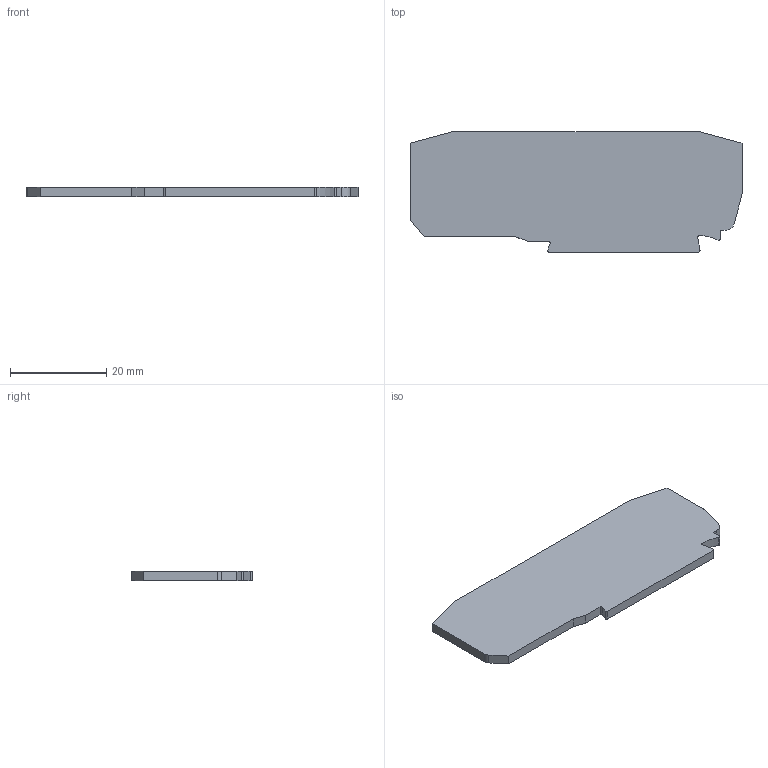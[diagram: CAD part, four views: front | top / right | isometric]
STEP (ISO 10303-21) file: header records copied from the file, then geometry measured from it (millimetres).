
FILE_DESCRIPTION (( 'STEP AP214' ), '1' );
FILE_NAME ('450210_NPP-YBK 2,5A_Beige.STP', '2013-11-15T13:52:43', ( 'arge' ), ( 'Microsoft' ), 'SwSTEP 2.0', 'SolidWorks 2013', '' );
FILE_SCHEMA (( 'AUTOMOTIVE_DESIGN' ));
Length unit declared in the file: millimetre
Products named in the file (1): 450210_NPP-YBK 2,5A_Beige
Bounding box: 69.1 x 25 x 2 mm (x, y, z)
Volume: 3144.1 mm3; surface area: 3573.3 mm2
Topology: 1 solids, 3 shells, 59 faces, 159 edges, 106 vertices
Faces by surface type: plane 48, cylinder 11
Entity records: 2522 total; most frequent: CARTESIAN_POINT 325, ORIENTED_EDGE 318, DIRECTION 301, EDGE_CURVE 159, LINE 137, VECTOR 137, VERTEX_POINT 106, AXIS2_PLACEMENT_3D 82
